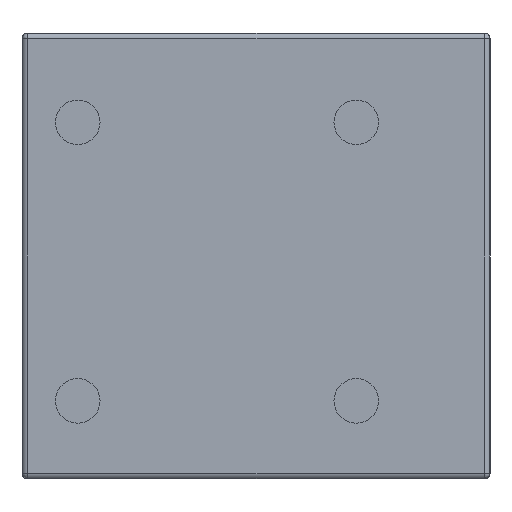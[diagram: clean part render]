
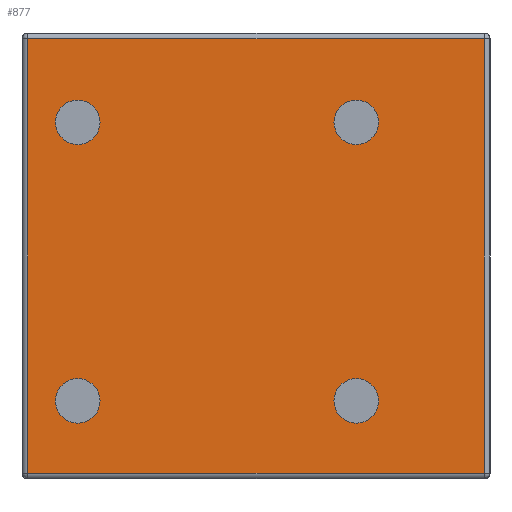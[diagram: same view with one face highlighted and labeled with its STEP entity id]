
A CAD part, left-side view. The second image highlights one B-rep face of the part: STEP entity #877.
In plain terms, the highlighted planar face has unit normal (-1, 0, 0).
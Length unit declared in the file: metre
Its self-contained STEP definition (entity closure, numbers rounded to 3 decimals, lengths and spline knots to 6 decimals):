
#63=CIRCLE('',#965,0.002);
#64=CIRCLE('',#966,0.002);
#65=CIRCLE('',#967,0.002);
#66=CIRCLE('',#968,0.002);
#146=ORIENTED_EDGE('',*,*,#354,.T.);
#147=ORIENTED_EDGE('',*,*,#355,.T.);
#148=ORIENTED_EDGE('',*,*,#356,.T.);
#149=ORIENTED_EDGE('',*,*,#357,.T.);
#150=ORIENTED_EDGE('',*,*,#358,.F.);
#151=ORIENTED_EDGE('',*,*,#359,.F.);
#152=ORIENTED_EDGE('',*,*,#360,.F.);
#153=ORIENTED_EDGE('',*,*,#361,.F.);
#354=EDGE_CURVE('',#458,#459,#537,.T.);
#355=EDGE_CURVE('',#459,#460,#538,.F.);
#356=EDGE_CURVE('',#460,#461,#539,.F.);
#357=EDGE_CURVE('',#461,#458,#540,.T.);
#358=EDGE_CURVE('',#462,#462,#63,.T.);
#359=EDGE_CURVE('',#463,#463,#64,.T.);
#360=EDGE_CURVE('',#464,#464,#65,.T.);
#361=EDGE_CURVE('',#465,#465,#66,.T.);
#458=VERTEX_POINT('',#1461);
#459=VERTEX_POINT('',#1462);
#460=VERTEX_POINT('',#1464);
#461=VERTEX_POINT('',#1466);
#462=VERTEX_POINT('',#1469);
#463=VERTEX_POINT('',#1471);
#464=VERTEX_POINT('',#1473);
#465=VERTEX_POINT('',#1475);
#537=LINE('',#1460,#562);
#538=LINE('',#1463,#563);
#539=LINE('',#1465,#564);
#540=LINE('',#1467,#565);
#562=VECTOR('',#1126,1.);
#563=VECTOR('',#1127,1.);
#564=VECTOR('',#1128,1.);
#565=VECTOR('',#1129,1.);
#584=EDGE_LOOP('',(#146,#147,#148,#149));
#585=EDGE_LOOP('',(#150));
#586=EDGE_LOOP('',(#151));
#587=EDGE_LOOP('',(#152));
#588=EDGE_LOOP('',(#153));
#719=FACE_BOUND('',#584,.T.);
#720=FACE_BOUND('',#585,.T.);
#721=FACE_BOUND('',#586,.T.);
#722=FACE_BOUND('',#587,.T.);
#723=FACE_BOUND('',#588,.T.);
#854=PLANE('',#964);
#877=ADVANCED_FACE('',(#719,#720,#721,#722,#723),#854,.F.);
#964=AXIS2_PLACEMENT_3D('',#1459,#1124,#1125);
#965=AXIS2_PLACEMENT_3D('',#1468,#1130,#1131);
#966=AXIS2_PLACEMENT_3D('',#1470,#1132,#1133);
#967=AXIS2_PLACEMENT_3D('',#1472,#1134,#1135);
#968=AXIS2_PLACEMENT_3D('',#1474,#1136,#1137);
#1124=DIRECTION('',(1.,0.,0.));
#1125=DIRECTION('',(0.,0.,-1.));
#1126=DIRECTION('',(0.,-1.,0.));
#1127=DIRECTION('',(0.,0.,-1.));
#1128=DIRECTION('',(0.,-1.,0.));
#1129=DIRECTION('',(0.,0.,-1.));
#1130=DIRECTION('',(-1.,0.,0.));
#1131=DIRECTION('',(0.,0.,1.));
#1132=DIRECTION('',(-1.,0.,0.));
#1133=DIRECTION('',(0.,0.,1.));
#1134=DIRECTION('',(-1.,0.,0.));
#1135=DIRECTION('',(0.,0.,1.));
#1136=DIRECTION('',(-1.,0.,0.));
#1137=DIRECTION('',(0.,0.,1.));
#1459=CARTESIAN_POINT('',(-0.085,0.021,0.003));
#1460=CARTESIAN_POINT('',(-0.085,0.021,0.0005));
#1461=CARTESIAN_POINT('',(-0.085,0.0415,0.0005));
#1462=CARTESIAN_POINT('',(-0.085,0.0005,0.0005));
#1463=CARTESIAN_POINT('',(-0.085,0.0005,0.003));
#1464=CARTESIAN_POINT('',(-0.085,0.0005,0.0395));
#1465=CARTESIAN_POINT('',(-0.085,0.042,0.0395));
#1466=CARTESIAN_POINT('',(-0.085,0.0415,0.0395));
#1467=CARTESIAN_POINT('',(-0.085,0.0415,0.));
#1468=CARTESIAN_POINT('',(-0.085,0.037,0.007));
#1469=CARTESIAN_POINT('',(-0.085,0.037,0.009));
#1470=CARTESIAN_POINT('',(-0.085,0.012,0.007));
#1471=CARTESIAN_POINT('',(-0.085,0.012,0.009));
#1472=CARTESIAN_POINT('',(-0.085,0.012,0.032));
#1473=CARTESIAN_POINT('',(-0.085,0.012,0.034));
#1474=CARTESIAN_POINT('',(-0.085,0.037,0.032));
#1475=CARTESIAN_POINT('',(-0.085,0.037,0.034));
